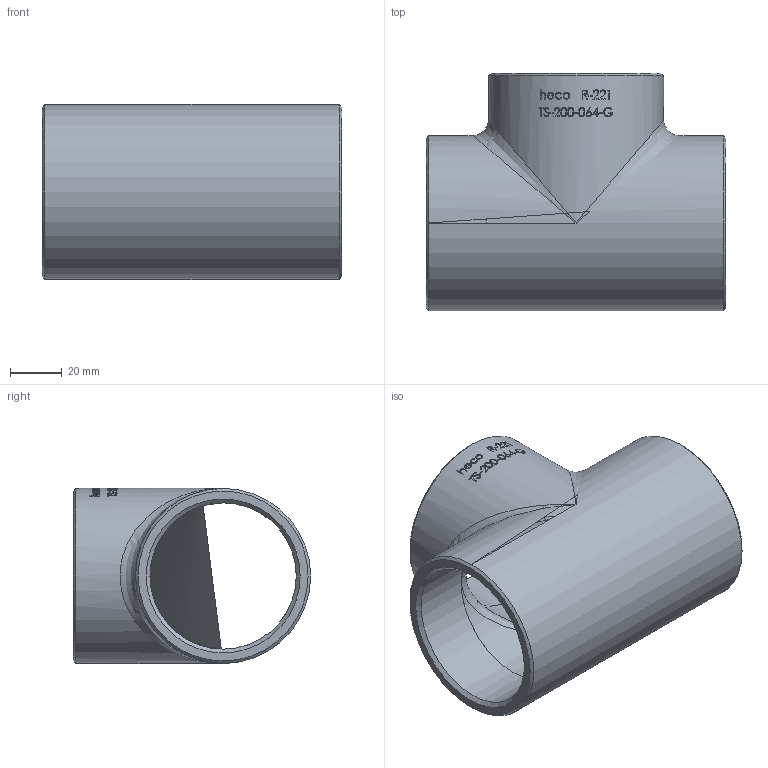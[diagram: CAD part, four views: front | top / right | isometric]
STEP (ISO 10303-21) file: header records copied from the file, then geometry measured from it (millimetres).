
FILE_DESCRIPTION (( 'STEP AP214' ), '1' );
FILE_NAME ('TS-200-064-G R-221 T-Stück 2011.STEP', '2020-11-18T09:09:47', ( '' ), ( '' ), 'SwSTEP 2.0', 'SolidWorks 2019', '' );
FILE_SCHEMA (( 'AUTOMOTIVE_DESIGN' ));
Length unit declared in the file: millimetre
Products named in the file (1): TS-200-064-G R-221 T-Stück 2011
Bounding box: 116 x 91.9 x 67.8 mm (x, y, z)
Volume: 145620.4 mm3; surface area: 54502.5 mm2
Topology: 1 solids, 1 shells, 52 faces, 263 edges, 236 vertices
Faces by surface type: cylinder 36, plane 6, cone 6, bspline 4
Full cylindrical faces by diameter (mm): 56.636 x2, 56.656 x3, 67.8 x2
Entity records: 6894 total; most frequent: CARTESIAN_POINT 4754, ORIENTED_EDGE 476, DIRECTION 249, EDGE_CURVE 238, VERTEX_POINT 234, B_SPLINE_CURVE_WITH_KNOTS 139, AXIS2_PLACEMENT_3D 109, EDGE_LOOP 102
